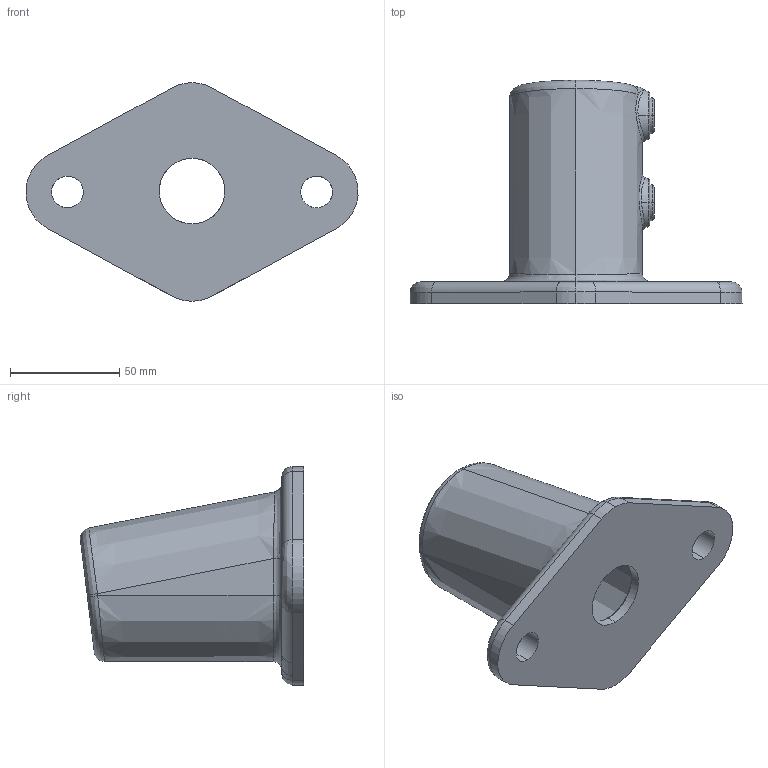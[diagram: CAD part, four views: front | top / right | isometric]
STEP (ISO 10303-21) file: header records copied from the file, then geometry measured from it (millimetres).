
FILE_DESCRIPTION (( 'STEP AP203' ), '1' );
FILE_NAME ('16152D.STEP', '2020-08-16T15:05:23', ( '' ), ( '' ), 'SwSTEP 2.0', 'SolidWorks 2018', '' );
FILE_SCHEMA (( 'CONFIG_CONTROL_DESIGN' ));
Length unit declared in the file: millimetre
Products named in the file (1): 16152D
Bounding box: 151.89 x 102.19 x 100 mm (x, y, z)
Volume: 170514.1 mm3; surface area: 58714.9 mm2
Topology: 3 solids, 3 shells, 118 faces, 287 edges, 172 vertices
Faces by surface type: bspline 118
Entity records: 12556 total; most frequent: CARTESIAN_POINT 10819, ORIENTED_EDGE 570, EDGE_CURVE 285, B_SPLINE_CURVE_WITH_KNOTS 202, VERTEX_POINT 172, EDGE_LOOP 131, ADVANCED_FACE 118, FACE_OUTER_BOUND 118
